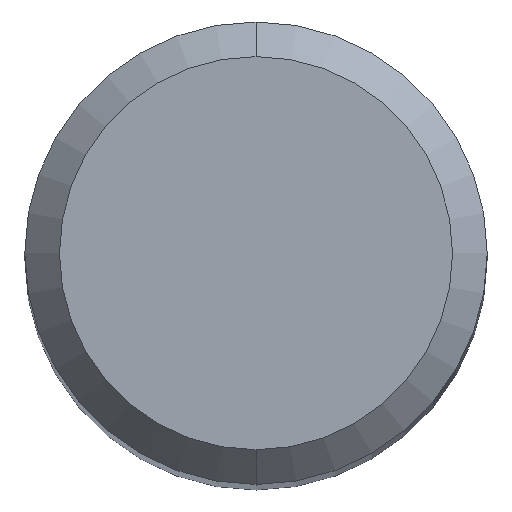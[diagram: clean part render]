
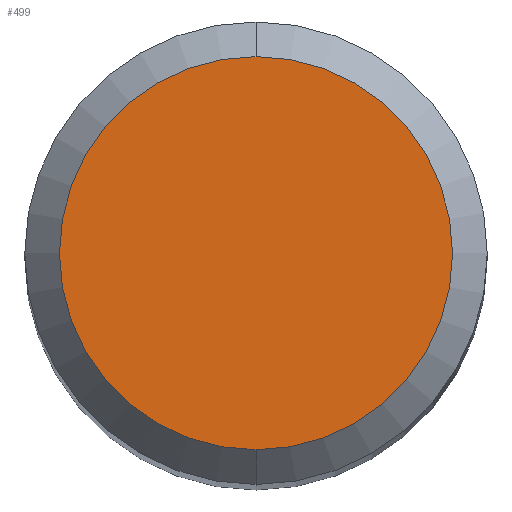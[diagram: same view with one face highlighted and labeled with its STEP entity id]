
A CAD part, top view. The second image highlights one B-rep face of the part: STEP entity #499.
In plain terms, the highlighted planar face has unit normal (0, 0, 1).
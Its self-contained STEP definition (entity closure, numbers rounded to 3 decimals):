
#473=VERTEX_POINT('',#1304);
#499=ADVANCED_FACE('',(#1332),#1333,.T.);
#527=EDGE_CURVE('',#473,#833,#1363,.T.);
#709=EDGE_CURVE('',#833,#473,#1566,.T.);
#833=VERTEX_POINT('',#1701);
#1304=CARTESIAN_POINT('',(0.0,1.7,0.0));
#1332=FACE_OUTER_BOUND('',#2269,.T.);
#1333=PLANE('',#2270);
#1363=CIRCLE('',#2430,1.7);
#1566=CIRCLE('',#3357,1.7);
#1701=CARTESIAN_POINT('',(0.,-1.7,0.0));
#2269=EDGE_LOOP('',(#5837,#5838));
#2270=AXIS2_PLACEMENT_3D('',#5839,#5840,#5841);
#2430=AXIS2_PLACEMENT_3D('',#5860,#5861,#5862);
#3357=AXIS2_PLACEMENT_3D('',#6118,#6119,#6120);
#5837=ORIENTED_EDGE('',*,*,#527,.F.);
#5838=ORIENTED_EDGE('',*,*,#709,.F.);
#5839=CARTESIAN_POINT('',(0.0,0.85,0.0));
#5840=DIRECTION('',(-0.0,0.0,1.0));
#5841=DIRECTION('',(0.0,-1.0,0.0));
#5860=CARTESIAN_POINT('',(0.0,0.0,0.0));
#5861=DIRECTION('',(0.0,0.0,-1.0));
#5862=DIRECTION('',(0.0,1.0,0.0));
#6118=CARTESIAN_POINT('',(0.0,0.0,0.0));
#6119=DIRECTION('',(0.0,0.0,-1.0));
#6120=DIRECTION('',(0.0,1.0,0.0));
